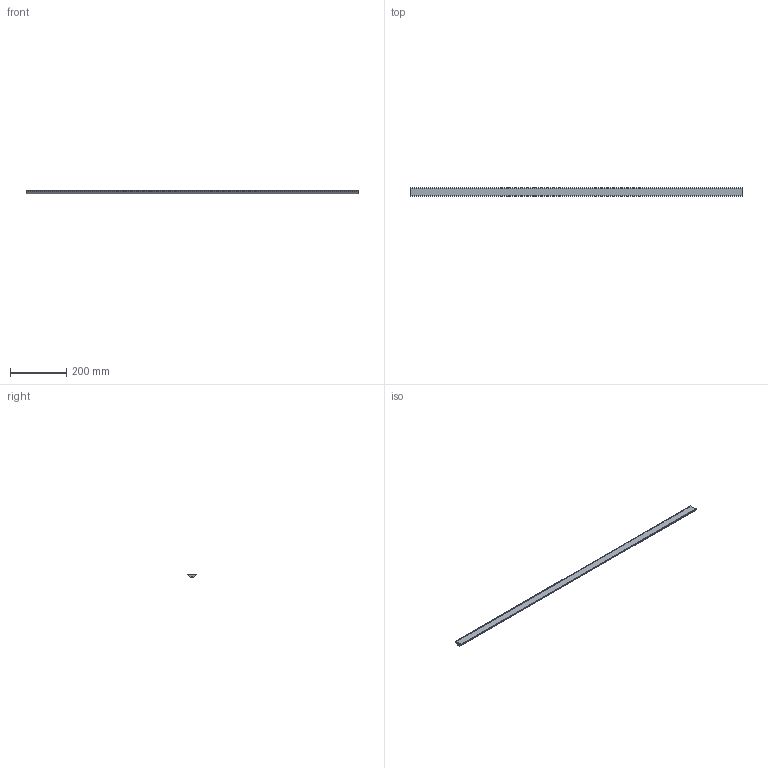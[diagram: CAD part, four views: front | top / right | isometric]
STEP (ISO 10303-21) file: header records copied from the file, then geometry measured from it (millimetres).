
FILE_DESCRIPTION (( 'STEP AP203' ), '1' );
FILE_NAME ('60152 Rev2 WG Customer.STEP', '2022-04-01T11:28:04', ( '' ), ( '' ), 'SwSTEP 2.0', 'SolidWorks 2019', '' );
FILE_SCHEMA (( 'CONFIG_CONTROL_DESIGN' ));
Length unit declared in the file: millimetre
Products named in the file (1): 60152 Rev2 WG Customer
Bounding box: 1177.5 x 29.89 x 12.6 mm (x, y, z)
Volume: 229204 mm3; surface area: 114012.1 mm2
Topology: 3 solids, 3 shells, 82 faces, 218 edges, 142 vertices
Faces by surface type: cylinder 47, plane 35
Entity records: 2661 total; most frequent: CARTESIAN_POINT 525, ORIENTED_EDGE 436, DIRECTION 430, EDGE_CURVE 218, AXIS2_PLACEMENT_3D 151, VERTEX_POINT 142, VECTOR 128, LINE 128
